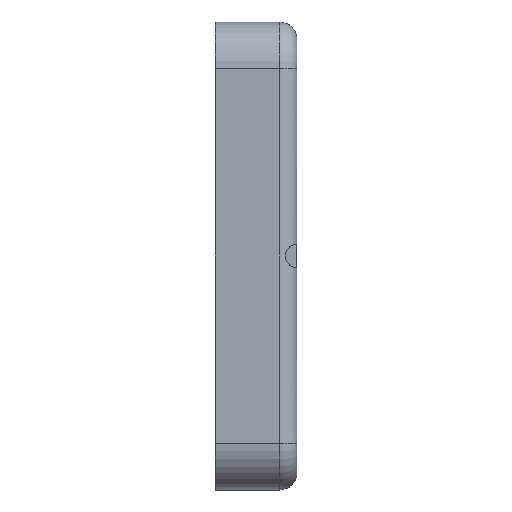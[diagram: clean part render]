
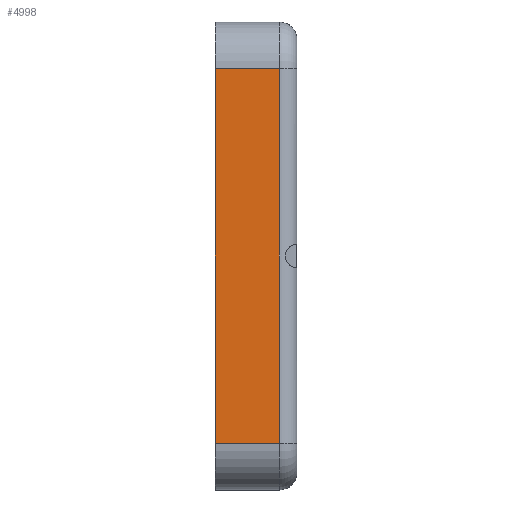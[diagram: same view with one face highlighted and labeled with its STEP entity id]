
A CAD part, front view. The second image highlights one B-rep face of the part: STEP entity #4998.
In plain terms, the highlighted planar face has unit normal (0, -1, 0).
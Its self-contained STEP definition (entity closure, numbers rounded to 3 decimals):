
#24=DIRECTION('',(0.,0.,-1.));
#25=VECTOR('',#24,32.);
#26=CARTESIAN_POINT('',(-3.5,-30.,16.));
#27=LINE('',#26,#25);
#1612=DIRECTION('',(0.,0.,1.));
#1613=VECTOR('',#1612,32.);
#1614=CARTESIAN_POINT('',(2.,-30.,-16.));
#1615=LINE('',#1614,#1613);
#1670=DIRECTION('',(-1.,0.,0.));
#1671=VECTOR('',#1670,5.5);
#1672=CARTESIAN_POINT('',(2.,-30.,-16.));
#1673=LINE('',#1672,#1671);
#1674=DIRECTION('',(-1.,0.,0.));
#1675=VECTOR('',#1674,5.5);
#1676=CARTESIAN_POINT('',(2.,-30.,16.));
#1677=LINE('',#1676,#1675);
#2178=CARTESIAN_POINT('',(-3.5,-30.,-16.));
#2180=VERTEX_POINT('',#2178);
#2185=CARTESIAN_POINT('',(-3.5,-30.,16.));
#2187=VERTEX_POINT('',#2185);
#2832=CARTESIAN_POINT('',(2.,-30.,16.));
#2834=VERTEX_POINT('',#2832);
#2843=CARTESIAN_POINT('',(2.,-30.,-16.));
#2845=VERTEX_POINT('',#2843);
#4986=CARTESIAN_POINT('',(-3.5,-30.,20.));
#4987=DIRECTION('',(0.,-1.,0.));
#4988=DIRECTION('',(0.,0.,-1.));
#4989=AXIS2_PLACEMENT_3D('',#4986,#4987,#4988);
#4990=PLANE('',#4989);
#4991=ORIENTED_EDGE('',*,*,#4900,.F.);
#4992=ORIENTED_EDGE('',*,*,#4981,.T.);
#4993=ORIENTED_EDGE('',*,*,#2876,.F.);
#4995=ORIENTED_EDGE('',*,*,#4994,.F.);
#4996=EDGE_LOOP('',(#4991,#4992,#4993,#4995));
#4997=FACE_OUTER_BOUND('',#4996,.F.);
#4998=ADVANCED_FACE('',(#4997),#4990,.T.);
#2876=EDGE_CURVE('',#2187,#2180,#27,.T.);
#4900=EDGE_CURVE('',#2845,#2834,#1615,.T.);
#4981=EDGE_CURVE('',#2845,#2180,#1673,.T.);
#4994=EDGE_CURVE('',#2834,#2187,#1677,.T.);
